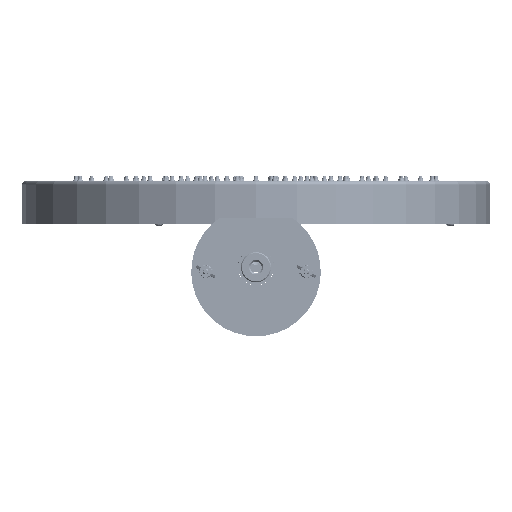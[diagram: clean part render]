
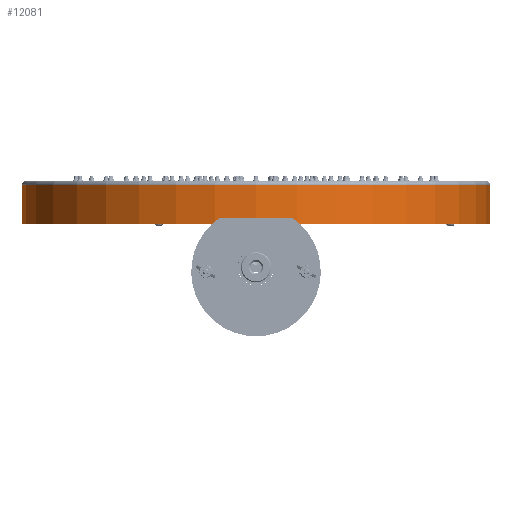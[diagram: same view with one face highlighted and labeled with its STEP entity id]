
A CAD part, left-side view. The second image highlights one B-rep face of the part: STEP entity #12081.
In plain terms, the highlighted cylindrical face has radius 162.5 mm (diameter 325 mm), a full revolution.
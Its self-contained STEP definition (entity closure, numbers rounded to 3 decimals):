
#12081=ADVANCED_FACE('',(#16253,#16254),#16255,.T.);
#16253=FACE_OUTER_BOUND('',#20711,.T.);
#16254=FACE_OUTER_BOUND('',#20712,.T.);
#16255=CYLINDRICAL_SURFACE('',#20713,162.5);
#20711=EDGE_LOOP('',(#25436));
#20712=EDGE_LOOP('',(#25437));
#20713=AXIS2_PLACEMENT_3D('',#25438,#25439,#25440);
#25436=ORIENTED_EDGE('',*,*,#32368,.T.);
#25437=ORIENTED_EDGE('',*,*,#32253,.T.);
#25438=CARTESIAN_POINT('',(0.0,0.0,0.0));
#25439=DIRECTION('',(0.0,0.0,-1.0));
#25440=DIRECTION('',(1.0,0.0,0.0));
#32253=EDGE_CURVE('',#34861,#34861,#34862,.T.);
#32368=EDGE_CURVE('',#35088,#35088,#35089,.F.);
#34861=VERTEX_POINT('',#38712);
#34862=CIRCLE('',#38713,162.5);
#35088=VERTEX_POINT('',#38939);
#35089=CIRCLE('',#38940,162.5);
#38712=CARTESIAN_POINT('',(162.5,0.0,-30.0));
#38713=AXIS2_PLACEMENT_3D('',#44391,#44392,#44393);
#38939=CARTESIAN_POINT('',(162.5,0.,-3.0));
#38940=AXIS2_PLACEMENT_3D('',#44727,#44728,#44729);
#44391=CARTESIAN_POINT('',(0.0,0.0,-30.0));
#44392=DIRECTION('',(0.0,0.0,1.0));
#44393=DIRECTION('',(1.0,0.0,0.0));
#44727=CARTESIAN_POINT('',(0.0,0.0,-3.0));
#44728=DIRECTION('',(0.0,0.0,1.0));
#44729=DIRECTION('',(1.0,0.0,0.0));
